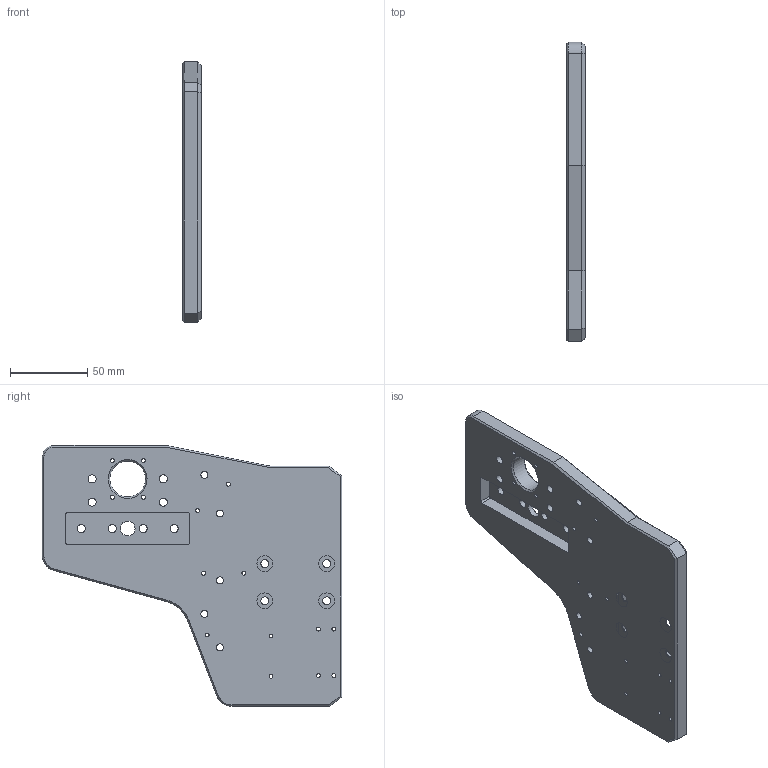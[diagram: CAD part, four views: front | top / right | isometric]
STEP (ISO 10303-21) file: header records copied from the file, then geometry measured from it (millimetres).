
FILE_DESCRIPTION(/* description */ ('','CAx-IF Rec.Pracs.---Representation and Presentation of Product Manufacturing Information (PMI)---4.0---2014-10-13'),/* implementation_level */ '2;1');
FILE_NAME(/* name */ 'X Axis plate LEFT.step',/* time_stamp */ '2024-12-17T19:17:23+01:00',/* author */ (''),/* organization */ (''),/* preprocessor_version */ 'ST-DEVELOPER v20',/* originating_system */ 'Autodesk Translation Framework v13.20.0.188',/* authorisation */ '');
FILE_SCHEMA (('AP242_MANAGED_MODEL_BASED_3D_ENGINEERING_MIM_LF { 1 0 10303 442 1 1 4 }'));
Length unit declared in the file: millimetre
Products named in the file (1): X Axis plate LEFT
Bounding box: 12 x 193.2 x 168.5 mm (x, y, z)
Volume: 231291.7 mm3; surface area: 60314.8 mm2
Topology: 1 solids, 1 shells, 130 faces, 307 edges, 190 vertices
Faces by surface type: cylinder 55, plane 51, cone 24
Full cylindrical faces by diameter (mm): 2.529 x15, 4.5 x5, 5.2 x12, 7.75 x5, 9.25 x4, 9.5 x1, 23 x1
Entity records: 3911 total; most frequent: DIRECTION 701, CARTESIAN_POINT 634, ORIENTED_EDGE 614, EDGE_CURVE 307, AXIS2_PLACEMENT_3D 265, EDGE_LOOP 209, VERTEX_POINT 190, LINE 171
